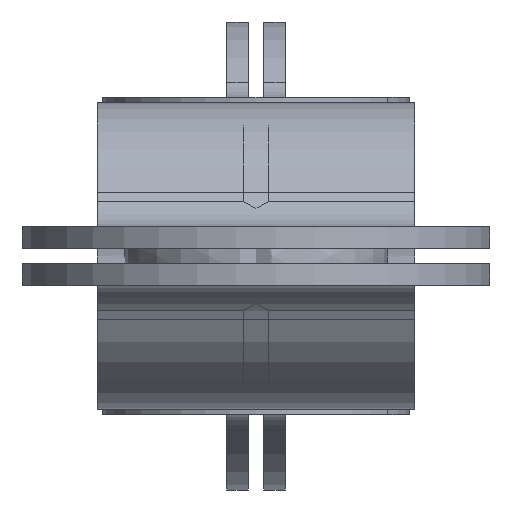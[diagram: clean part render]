
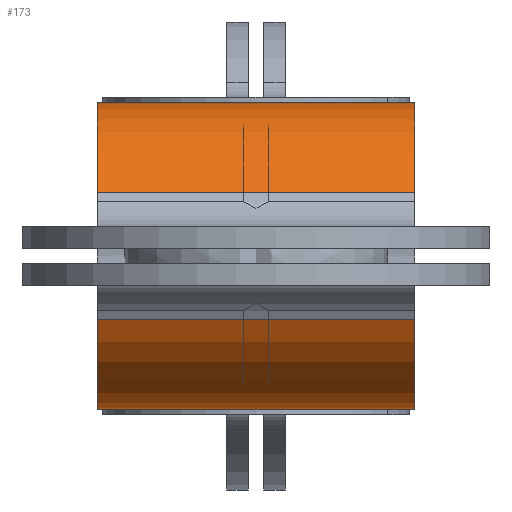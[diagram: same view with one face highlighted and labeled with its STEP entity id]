
A CAD part, left-side view. The second image highlights one B-rep face of the part: STEP entity #173.
In plain terms, the highlighted cylindrical face has radius 2.62 mm (diameter 5.24 mm), a partial arc.
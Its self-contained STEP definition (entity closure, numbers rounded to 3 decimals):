
#173 = ADVANCED_FACE( '', ( #365, #366 ), #367, .T. );
#365 = FACE_OUTER_BOUND( '', #556, .T. );
#366 = FACE_BOUND( '', #557, .T. );
#367 = CYLINDRICAL_SURFACE( '', #558, 2.62 );
#556 = EDGE_LOOP( '', ( #1022, #1023, #1024, #1025 ) );
#557 = EDGE_LOOP( '', ( #1026 ) );
#558 = AXIS2_PLACEMENT_3D( '', #1027, #1028, #1029 );
#1022 = ORIENTED_EDGE( '', *, *, #1242, .F. );
#1023 = ORIENTED_EDGE( '', *, *, #1190, .F. );
#1024 = ORIENTED_EDGE( '', *, *, #1194, .F. );
#1025 = ORIENTED_EDGE( '', *, *, #1086, .T. );
#1026 = ORIENTED_EDGE( '', *, *, #1187, .F. );
#1027 = CARTESIAN_POINT( '', ( 7.38, 5., 0. ) );
#1028 = DIRECTION( '', ( 0., 1., 0. ) );
#1029 = DIRECTION( '', ( 0., 0., -1. ) );
#1086 = EDGE_CURVE( '', #1294, #1299, #1301, .T. );
#1187 = EDGE_CURVE( '', #1461, #1461, #1462, .T. );
#1190 = EDGE_CURVE( '', #1464, #1466, #1467, .T. );
#1194 = EDGE_CURVE( '', #1294, #1464, #1471, .F. );
#1242 = EDGE_CURVE( '', #1466, #1299, #1523, .F. );
#1294 = VERTEX_POINT( '', #1618 );
#1299 = VERTEX_POINT( '', #1624 );
#1301 = LINE( '', #1626, #1627 );
#1461 = VERTEX_POINT( '', #1863 );
#1462 = B_SPLINE_CURVE_WITH_KNOTS( '', 3, ( #1864, #1865, #1866, #1867, #1868, #1869, #1870, #1871, #1872, #1873, #1874, #1875, #1876, #1877, #1878, #1879, #1880, #1881 ), .UNSPECIFIED., .T., .F., ( 2, 2, 2, 2, 2, 2, 2, 2, 2, 2, 2 ), ( 0., 0., 0., 0.001, 0.001, 0.001, 0.002, 0.002, 0.002, 0.003, 0.003 ), .UNSPECIFIED. );
#1464 = VERTEX_POINT( '', #1883 );
#1466 = VERTEX_POINT( '', #1885 );
#1467 = LINE( '', #1886, #1887 );
#1471 = CIRCLE( '', #1892, 2.62 );
#1523 = CIRCLE( '', #1978, 2.62 );
#1618 = CARTESIAN_POINT( '', ( 4.996, 2.71, 1.086 ) );
#1624 = CARTESIAN_POINT( '', ( 4.996, -2.71, 1.086 ) );
#1626 = CARTESIAN_POINT( '', ( 4.996, 5., 1.086 ) );
#1627 = VECTOR( '', #2026, 1000. );
#1863 = CARTESIAN_POINT( '', ( 9.96, 0., -0.455 ) );
#1864 = CARTESIAN_POINT( '', ( 9.96, -0.12, -0.455 ) );
#1865 = CARTESIAN_POINT( '', ( 9.96, 0.12, -0.455 ) );
#1866 = CARTESIAN_POINT( '', ( 9.97, 0.238, -0.405 ) );
#1867 = CARTESIAN_POINT( '', ( 9.991, 0.406, -0.238 ) );
#1868 = CARTESIAN_POINT( '', ( 10., 0.455, -0.119 ) );
#1869 = CARTESIAN_POINT( '', ( 10., 0.455, 0.119 ) );
#1870 = CARTESIAN_POINT( '', ( 9.991, 0.407, 0.237 ) );
#1871 = CARTESIAN_POINT( '', ( 9.97, 0.237, 0.406 ) );
#1872 = CARTESIAN_POINT( '', ( 9.96, 0.119, 0.455 ) );
#1873 = CARTESIAN_POINT( '', ( 9.96, -0.119, 0.455 ) );
#1874 = CARTESIAN_POINT( '', ( 9.97, -0.237, 0.406 ) );
#1875 = CARTESIAN_POINT( '', ( 9.991, -0.405, 0.238 ) );
#1876 = CARTESIAN_POINT( '', ( 10., -0.455, 0.121 ) );
#1877 = CARTESIAN_POINT( '', ( 10., -0.455, -0.12 ) );
#1878 = CARTESIAN_POINT( '', ( 9.991, -0.406, -0.238 ) );
#1879 = CARTESIAN_POINT( '', ( 9.97, -0.238, -0.405 ) );
#1880 = CARTESIAN_POINT( '', ( 9.96, -0.12, -0.455 ) );
#1881 = CARTESIAN_POINT( '', ( 9.96, 0.12, -0.455 ) );
#1883 = CARTESIAN_POINT( '', ( 4.996, 2.71, -1.086 ) );
#1885 = CARTESIAN_POINT( '', ( 4.996, -2.71, -1.086 ) );
#1886 = CARTESIAN_POINT( '', ( 4.996, 5., -1.086 ) );
#1887 = VECTOR( '', #2199, 1000. );
#1892 = AXIS2_PLACEMENT_3D( '', #2204, #2205, #2206 );
#1978 = AXIS2_PLACEMENT_3D( '', #2252, #2253, #2254 );
#2026 = DIRECTION( '', ( 0., -1., 0. ) );
#2199 = DIRECTION( '', ( 0., -1., 0. ) );
#2204 = CARTESIAN_POINT( '', ( 7.38, 2.71, 0. ) );
#2205 = DIRECTION( '', ( 0., -1., 0. ) );
#2206 = DIRECTION( '', ( 0., 0., -1. ) );
#2252 = CARTESIAN_POINT( '', ( 7.38, -2.71, 0. ) );
#2253 = DIRECTION( '', ( 0., 1., 0. ) );
#2254 = DIRECTION( '', ( -1., 0., 0. ) );
